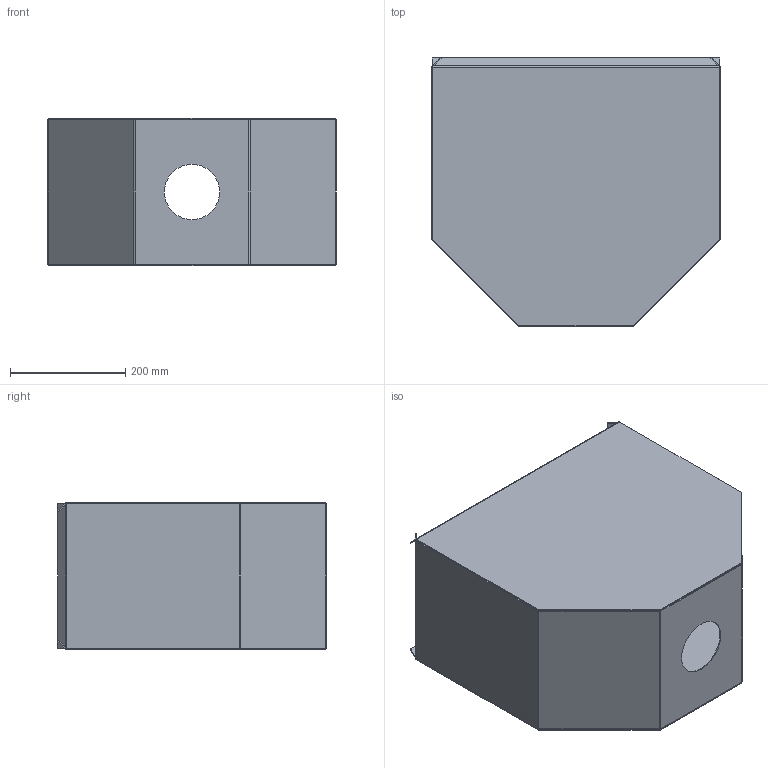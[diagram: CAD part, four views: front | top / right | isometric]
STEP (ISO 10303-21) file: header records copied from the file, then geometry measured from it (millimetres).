
FILE_DESCRIPTION (( 'STEP AP214' ), '1' );
FILE_NAME ('Trichter.STEP', '2013-11-06T08:00:45', ( 'CAD' ), ( 'Microsoft' ), 'SwSTEP 2.0', 'SolidWorks 2013', '' );
FILE_SCHEMA (( 'AUTOMOTIVE_DESIGN' ));
Length unit declared in the file: millimetre
Products named in the file (3): Trichter; Teil1^Trichter
Assembly tree (3 placements, depth 2):
  Trichter
    Trichter
    Teil1^Trichter  x2
Bounding box: 500 x 465.56 x 256 mm (x, y, z)
Volume: 1462172.2 mm3; surface area: 1475862.2 mm2
Topology: 3 solids, 3 shells, 87 faces, 179 edges, 98 vertices
Faces by surface type: plane 70, cylinder 17
Full cylindrical faces by diameter (mm): 96 x1
Entity records: 1898 total; most frequent: DIRECTION 328, CARTESIAN_POINT 299, ORIENTED_EDGE 288, EDGE_CURVE 144, LINE 114, VECTOR 114, AXIS2_PLACEMENT_3D 107, VERTEX_POINT 78
